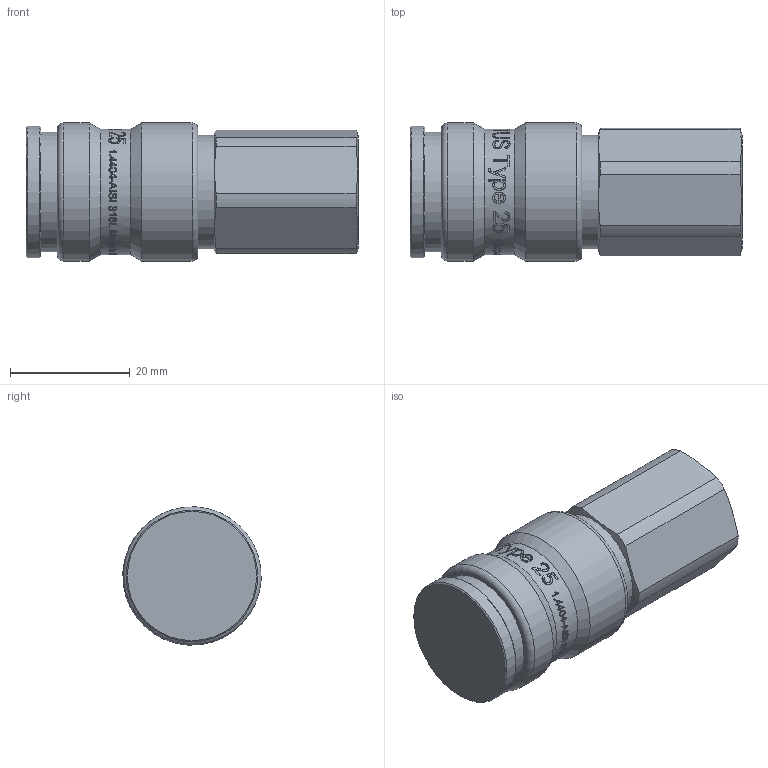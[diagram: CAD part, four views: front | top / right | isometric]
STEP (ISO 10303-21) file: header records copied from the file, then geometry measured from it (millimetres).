
FILE_DESCRIPTION((''),'2;1');
FILE_NAME('25kbiw13evx.stp','2014-01-17T07:54:38',('IA176480'),(''),'Autodesk Inventor 2013','Autodesk Inventor 2013','');
FILE_SCHEMA(('AUTOMOTIVE_DESIGN { 1 0 10303 214 1 1 1 1 }'));
Length unit declared in the file: millimetre
Products named in the file (1): D109084
Bounding box: 55.5 x 23.09 x 23.09 mm (x, y, z)
Volume: 17454.5 mm3; surface area: 8280.8 mm2
Topology: 2 solids, 3 shells, 592 faces, 1568 edges, 1044 vertices
Faces by surface type: bspline 255, plane 237, cylinder 80, cone 17, torus 3
Full cylindrical faces by diameter (mm): 11.445 x1, 14 x1, 15.398 x1, 15.6 x1, 16 x1, 17.25 x1, 18.95 x1, 19.35 x1, 20 x1, 20.05 x1, 21 x1, 22 x1, 23.15 x2
Entity records: 82478 total; most frequent: CARTESIAN_POINT 69453, ORIENTED_EDGE 3036, DIRECTION 1636, EDGE_CURVE 1518, VERTEX_POINT 1029, B_SPLINE_CURVE_WITH_KNOTS 728, EDGE_LOOP 693, VECTOR 596
